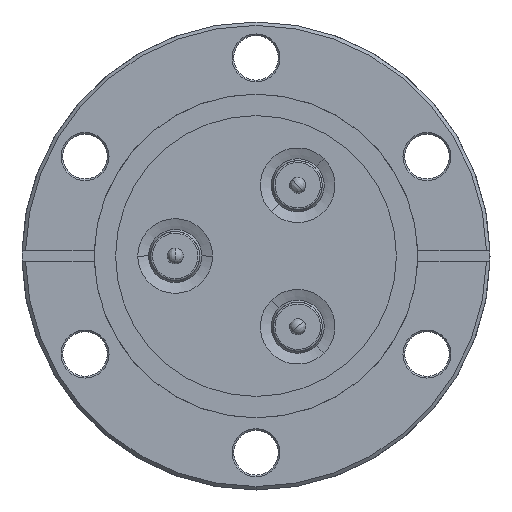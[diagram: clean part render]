
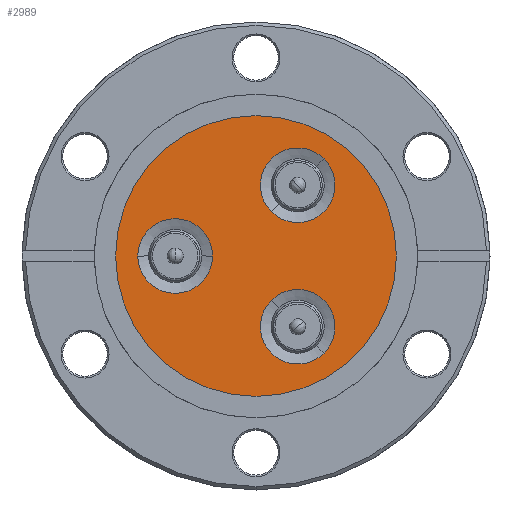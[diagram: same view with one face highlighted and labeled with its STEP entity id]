
A CAD part, front view. The second image highlights one B-rep face of the part: STEP entity #2989.
In plain terms, the highlighted planar face has unit normal (0, -1, 0).
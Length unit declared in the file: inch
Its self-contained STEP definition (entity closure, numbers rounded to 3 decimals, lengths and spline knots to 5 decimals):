
#242 = CIRCLE ( 'NONE', #9794, 0.2195 ) ;
#676 = AXIS2_PLACEMENT_3D ( 'NONE', #4927, #4928, #4929 ) ;
#739 = AXIS2_PLACEMENT_3D ( 'NONE', #6904, #6900, #6909 ) ;
#846 = CARTESIAN_POINT ( 'NONE',  ( 0., -0.454, 0. ) ) ;
#847 = DIRECTION ( 'NONE',  ( 0., -1., 0. ) ) ;
#848 = DIRECTION ( 'NONE',  ( 0., 0., 1. ) ) ;
#1143 = CARTESIAN_POINT ( 'NONE',  ( 0., -0.454, -0.825 ) ) ;
#1682 = EDGE_LOOP ( 'NONE', ( #9968, #9969 ) ) ;
#1686 = EDGE_LOOP ( 'NONE', ( #10112, #9941 ) ) ;
#1687 = EDGE_LOOP ( 'NONE', ( #10085, #9999 ) ) ;
#1688 = EDGE_LOOP ( 'NONE', ( #10082, #10024 ) ) ;
#2087 = CARTESIAN_POINT ( 'NONE',  ( 0.245, -0.454, 0.41569 ) ) ;
#2088 = DIRECTION ( 'NONE',  ( 0., 1., 0. ) ) ;
#2089 = DIRECTION ( 'NONE',  ( -0.707, 0., -0.707 ) ) ;
#2989 = ADVANCED_FACE ( 'NONE', ( #6903, #6905, #6906, #6907 ), #6908, .T. ) ;
#3031 = EDGE_CURVE ( 'NONE', #4317, #4632, #3388, .T. ) ;
#3377 = AXIS2_PLACEMENT_3D ( 'NONE', #846, #847, #848 ) ;
#3388 = CIRCLE ( 'NONE', #3377, 0.825 ) ;
#4317 = VERTEX_POINT ( 'NONE', #1143 ) ;
#4332 = AXIS2_PLACEMENT_3D ( 'NONE', #2087, #2088, #2089 ) ;
#4337 = CIRCLE ( 'NONE', #4332, 0.2195 ) ;
#4632 = VERTEX_POINT ( 'NONE', #8517 ) ;
#4803 = CARTESIAN_POINT ( 'NONE',  ( 0., -0.454, 0. ) ) ;
#4804 = DIRECTION ( 'NONE',  ( 0., -1., 0. ) ) ;
#4805 = DIRECTION ( 'NONE',  ( 0., 0., 1. ) ) ;
#4875 = CARTESIAN_POINT ( 'NONE',  ( 0.245, -0.454, 0.41569 ) ) ;
#4876 = DIRECTION ( 'NONE',  ( 0., 1., 0. ) ) ;
#4877 = DIRECTION ( 'NONE',  ( -0.707, 0., -0.707 ) ) ;
#4927 = CARTESIAN_POINT ( 'NONE',  ( 0.245, -0.454, -0.41569 ) ) ;
#4928 = DIRECTION ( 'NONE',  ( 0., 1., 0. ) ) ;
#4929 = DIRECTION ( 'NONE',  ( -0.707, 0., 0.707 ) ) ;
#4981 = CARTESIAN_POINT ( 'NONE',  ( -0.475, -0.454, 0. ) ) ;
#4982 = DIRECTION ( 'NONE',  ( 0., 1., 0. ) ) ;
#4983 = DIRECTION ( 'NONE',  ( -1., 0., 0. ) ) ;
#5581 = CARTESIAN_POINT ( 'NONE',  ( 0.08979, -0.454, 0.26048 ) ) ;
#5588 = CARTESIAN_POINT ( 'NONE',  ( 0.40021, -0.454, -0.5709 ) ) ;
#5612 = CARTESIAN_POINT ( 'NONE',  ( 0.08979, -0.454, -0.26048 ) ) ;
#5620 = CARTESIAN_POINT ( 'NONE',  ( -0.2555, -0.454, 0. ) ) ;
#5625 = CARTESIAN_POINT ( 'NONE',  ( 0.40021, -0.454, 0.5709 ) ) ;
#5630 = CARTESIAN_POINT ( 'NONE',  ( -0.6945, -0.454, 0. ) ) ;
#5750 = EDGE_CURVE ( 'NONE', #9437, #9393, #4337, .T. ) ;
#5847 = EDGE_CURVE ( 'NONE', #9400, #9424, #242, .T. ) ;
#5874 = EDGE_CURVE ( 'NONE', #9432, #9442, #9832, .T. ) ;
#6900 = DIRECTION ( 'NONE',  ( 0., -1., 0. ) ) ;
#6903 = FACE_OUTER_BOUND ( 'NONE', #1682, .T. ) ;
#6904 = CARTESIAN_POINT ( 'NONE',  ( -0.7225, -0.454, 0. ) ) ;
#6905 = FACE_BOUND ( 'NONE', #1687, .T. ) ;
#6906 = FACE_BOUND ( 'NONE', #1688, .T. ) ;
#6907 = FACE_BOUND ( 'NONE', #1686, .T. ) ;
#6908 = PLANE ( 'NONE',  #739 ) ;
#6909 = DIRECTION ( 'NONE',  ( 1., 0., 0. ) ) ;
#7930 = EDGE_CURVE ( 'NONE', #4632, #4317, #11065, .T. ) ;
#7954 = EDGE_CURVE ( 'NONE', #9393, #9437, #11099, .T. ) ;
#7971 = EDGE_CURVE ( 'NONE', #9424, #9400, #11131, .T. ) ;
#7988 = EDGE_CURVE ( 'NONE', #9442, #9432, #11276, .T. ) ;
#8517 = CARTESIAN_POINT ( 'NONE',  ( 0., -0.454, 0.825 ) ) ;
#8925 = CARTESIAN_POINT ( 'NONE',  ( 0.245, -0.454, -0.41569 ) ) ;
#8926 = DIRECTION ( 'NONE',  ( 0., 1., 0. ) ) ;
#8927 = DIRECTION ( 'NONE',  ( -0.707, 0., 0.707 ) ) ;
#9005 = CARTESIAN_POINT ( 'NONE',  ( -0.475, -0.454, 0. ) ) ;
#9006 = DIRECTION ( 'NONE',  ( 0., 1., 0. ) ) ;
#9007 = DIRECTION ( 'NONE',  ( -1., 0., 0. ) ) ;
#9393 = VERTEX_POINT ( 'NONE', #5581 ) ;
#9400 = VERTEX_POINT ( 'NONE', #5588 ) ;
#9424 = VERTEX_POINT ( 'NONE', #5612 ) ;
#9432 = VERTEX_POINT ( 'NONE', #5620 ) ;
#9437 = VERTEX_POINT ( 'NONE', #5625 ) ;
#9442 = VERTEX_POINT ( 'NONE', #5630 ) ;
#9794 = AXIS2_PLACEMENT_3D ( 'NONE', #8925, #8926, #8927 ) ;
#9829 = AXIS2_PLACEMENT_3D ( 'NONE', #9005, #9006, #9007 ) ;
#9832 = CIRCLE ( 'NONE', #9829, 0.2195 ) ;
#9941 = ORIENTED_EDGE ( 'NONE', *, *, #5874, .T. ) ;
#9968 = ORIENTED_EDGE ( 'NONE', *, *, #7930, .T. ) ;
#9969 = ORIENTED_EDGE ( 'NONE', *, *, #3031, .T. ) ;
#9999 = ORIENTED_EDGE ( 'NONE', *, *, #5750, .T. ) ;
#10024 = ORIENTED_EDGE ( 'NONE', *, *, #5847, .T. ) ;
#10082 = ORIENTED_EDGE ( 'NONE', *, *, #7971, .T. ) ;
#10085 = ORIENTED_EDGE ( 'NONE', *, *, #7954, .T. ) ;
#10112 = ORIENTED_EDGE ( 'NONE', *, *, #7988, .T. ) ;
#11065 = CIRCLE ( 'NONE', #11067, 0.825 ) ;
#11067 = AXIS2_PLACEMENT_3D ( 'NONE', #4803, #4804, #4805 ) ;
#11099 = CIRCLE ( 'NONE', #11102, 0.2195 ) ;
#11102 = AXIS2_PLACEMENT_3D ( 'NONE', #4875, #4876, #4877 ) ;
#11131 = CIRCLE ( 'NONE', #676, 0.2195 ) ;
#11276 = CIRCLE ( 'NONE', #11279, 0.2195 ) ;
#11279 = AXIS2_PLACEMENT_3D ( 'NONE', #4981, #4982, #4983 ) ;
